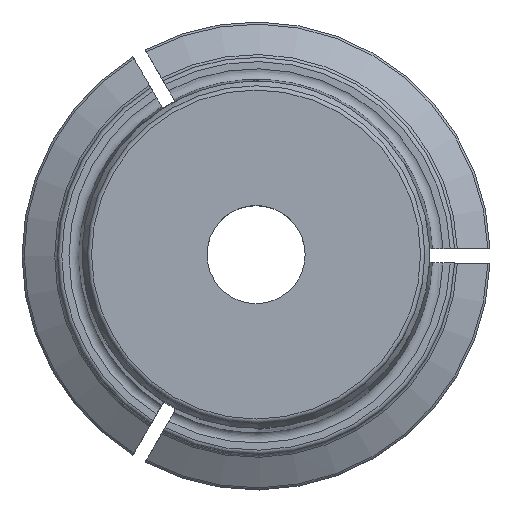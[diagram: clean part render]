
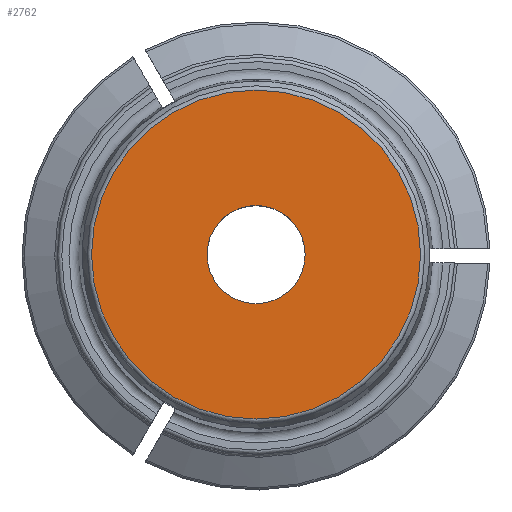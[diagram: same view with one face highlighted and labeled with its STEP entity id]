
A CAD part, top view. The second image highlights one B-rep face of the part: STEP entity #2762.
In plain terms, the highlighted planar face has unit normal (0, 0, 1).
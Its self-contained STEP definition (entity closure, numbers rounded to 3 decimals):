
#24=PLANE('',#2922);
#467=ORIENTED_EDGE('',*,*,#1026,.T.);
#468=ORIENTED_EDGE('',*,*,#1048,.T.);
#1026=EDGE_CURVE('',#1316,#1316,#1484,.T.);
#1048=EDGE_CURVE('',#1333,#1333,#1494,.T.);
#1316=VERTEX_POINT('',#3994);
#1333=VERTEX_POINT('',#4061);
#1484=CIRCLE('',#2905,11.6);
#1494=CIRCLE('',#2923,3.459);
#1617=EDGE_LOOP('',(#467));
#1618=EDGE_LOOP('',(#468));
#1760=FACE_BOUND('',#1617,.T.);
#1761=FACE_BOUND('',#1618,.T.);
#2762=ADVANCED_FACE('',(#1760,#1761),#24,.T.);
#2905=AXIS2_PLACEMENT_3D('',#3993,#3222,#3223);
#2922=AXIS2_PLACEMENT_3D('',#4059,#3262,#3263);
#2923=AXIS2_PLACEMENT_3D('',#4060,#3264,#3265);
#3222=DIRECTION('',(0.,0.,1.));
#3223=DIRECTION('',(1.,0.,0.));
#3262=DIRECTION('',(0.,0.,1.));
#3263=DIRECTION('',(1.,0.,0.));
#3264=DIRECTION('',(0.,0.,-1.));
#3265=DIRECTION('',(0.,-1.,0.));
#3993=CARTESIAN_POINT('',(0.,0.,60.5));
#3994=CARTESIAN_POINT('',(11.6,0.,60.5));
#4059=CARTESIAN_POINT('',(0.,0.,60.5));
#4060=CARTESIAN_POINT('',(0.,0.,60.5));
#4061=CARTESIAN_POINT('',(0.,-3.459,60.5));
